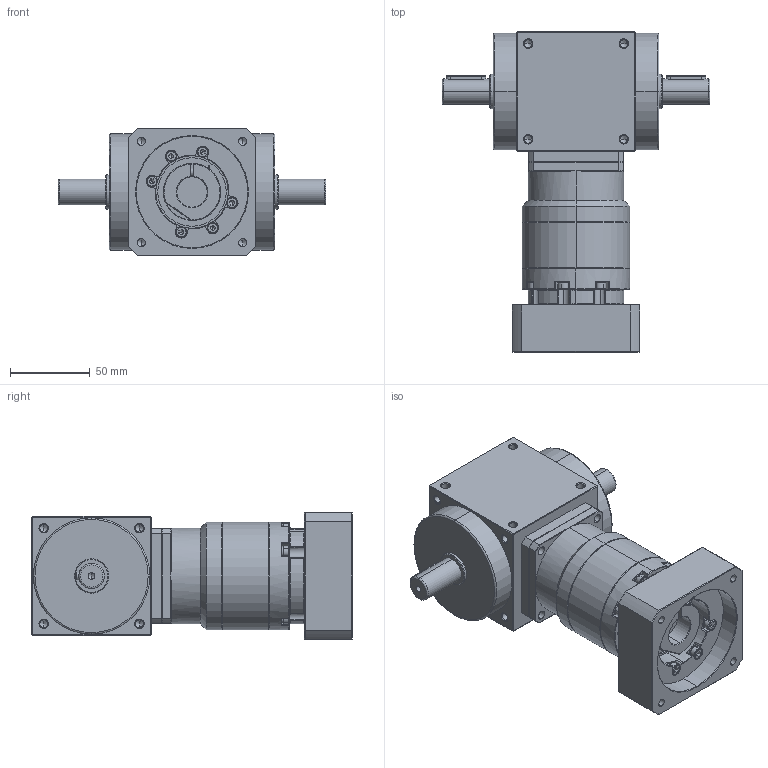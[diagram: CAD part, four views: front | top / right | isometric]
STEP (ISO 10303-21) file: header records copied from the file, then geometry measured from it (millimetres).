
FILE_DESCRIPTION (( 'STEP AP214' ), '1' );
FILE_NAME ('AT075-FL-L2( )-19-70-90-M6.STEP', '2023-08-03T01:30:54', ( '微软用户' ), ( '微软中国' ), 'SwSTEP 2.0', 'SolidWorks 2023', '' );
FILE_SCHEMA (( 'AUTOMOTIVE_DESIGN' ));
Length unit declared in the file: millimetre
Products named in the file (14): ________ KB60-D70-M6-90F80H30.STEP; spring lock washers--normal type gb_GB_FASTENER_WASHER_SW 4_1.STEP; AT075-FL转向器; ________ KS60_______1.STEP; hex socket set screws with flat point gb_GB_FASTENER_SCREWS_HSFP M10X10-N_1.STEP; ________ KS60______-0.STEP; KS60L2-70-19-44-M6-90 外形图.STEP; hexagon socket head cap screws gb_GB_FASTENER_SCREWS_HSHCS M4X16-N_1.STEP; ____________ KS60_______1.STEP; hexagon socket head cap screws gb_GB_FASTENER_SCREWS_HSHCS M4X20-N_1.STEP; ________________19_______1.STEP; AT075-FL-L2( )-19-70-90-M6; KS60L2-70-19-44-M6-90 外形图; hexagon socket head cap screws gb_GB_FASTENER_SCREWS_HSHCS M5X16-N_1.STEP
Assembly tree (34 placements, depth 4):
  AT075-FL-L2( )-19-70-90-M6
    AT075-FL转向器
    KS60L2-70-19-44-M6-90 外形图
      KS60L2-70-19-44-M6-90 外形图.STEP
        ____________ KS60_______1.STEP
        ________ KS60_______1.STEP
        ________ KB60-D70-M6-90F80H30.STEP
        ________________19_______1.STEP
        hexagon socket head cap screws gb_GB_FASTENER_SCREWS_HSHCS M5X16-N_1.STEP
        hexagon socket head cap screws gb_GB_FASTENER_SCREWS_HSHCS M4X20-N_1.STEP  x6
        spring lock washers--normal type gb_GB_FASTENER_WASHER_SW 4_1.STEP  x12
        hexagon socket head cap screws gb_GB_FASTENER_SCREWS_HSHCS M4X16-N_1.STEP  x6
        hex socket set screws with flat point gb_GB_FASTENER_SCREWS_HSFP M10X10-N_1.STEP
        ________ KS60______-0.STEP
Bounding box: 168 x 201 x 80 mm (x, y, z)
Volume: 935653 mm3; surface area: 142095.5 mm2
Topology: 33 solids, 33 shells, 1275 faces, 3114 edges, 1874 vertices
Faces by surface type: cylinder 487, plane 446, cone 268, torus 62, bspline 12
Entity records: 28986 total; most frequent: CARTESIAN_POINT 6914, DIRECTION 4740, ORIENTED_EDGE 4416, EDGE_CURVE 2208, AXIS2_PLACEMENT_3D 1884, VERTEX_POINT 1368, EDGE_LOOP 1036, LINE 972
